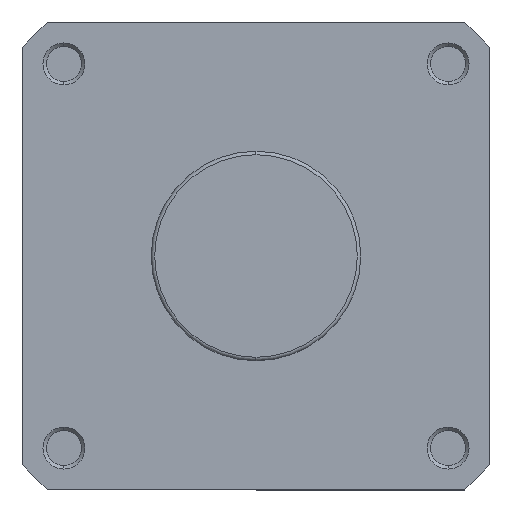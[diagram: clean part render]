
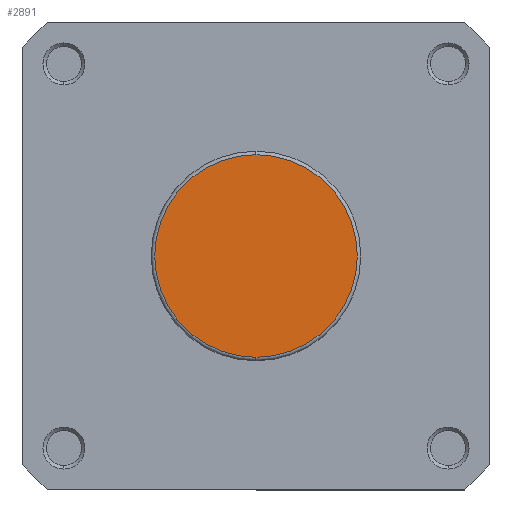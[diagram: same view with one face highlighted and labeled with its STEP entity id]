
A CAD part, left-side view. The second image highlights one B-rep face of the part: STEP entity #2891.
In plain terms, the highlighted planar face has unit normal (-1, 0, 0).
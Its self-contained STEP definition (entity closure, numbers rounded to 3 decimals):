
#4 = ORIENTED_EDGE ( 'NONE', *, *, #1935, .T. ) ;
#20 = ORIENTED_EDGE ( 'NONE', *, *, #1893, .T. ) ;
#1048 = CIRCLE ( 'NONE', #2118, 29. ) ;
#1108 = CIRCLE ( 'NONE', #2135, 29. ) ;
#1431 = FACE_OUTER_BOUND ( 'NONE', #2737, .T. ) ;
#1893 = EDGE_CURVE ( 'NONE', #3073, #3022, #1048, .T. ) ;
#1935 = EDGE_CURVE ( 'NONE', #3022, #3073, #1108, .T. ) ;
#2118 = AXIS2_PLACEMENT_3D ( 'NONE', #4031, #4034, #4035 ) ;
#2135 = AXIS2_PLACEMENT_3D ( 'NONE', #4137, #4148, #4149 ) ;
#2307 = AXIS2_PLACEMENT_3D ( 'NONE', #4865, #4867, #4868 ) ;
#2737 = EDGE_LOOP ( 'NONE', ( #4, #20 ) ) ;
#2891 = ADVANCED_FACE ( 'NONE', ( #1431 ), #4866, .F. ) ;
#3022 = VERTEX_POINT ( 'NONE', #5142 ) ;
#3073 = VERTEX_POINT ( 'NONE', #5192 ) ;
#4031 = CARTESIAN_POINT ( 'NONE',  ( 0., 0., 0. ) ) ;
#4034 = DIRECTION ( 'NONE',  ( -1., 0., 0. ) ) ;
#4035 = DIRECTION ( 'NONE',  ( 0., 0., -1. ) ) ;
#4137 = CARTESIAN_POINT ( 'NONE',  ( 0., 0., 0. ) ) ;
#4148 = DIRECTION ( 'NONE',  ( -1., 0., 0. ) ) ;
#4149 = DIRECTION ( 'NONE',  ( 0., 0., -1. ) ) ;
#4865 = CARTESIAN_POINT ( 'NONE',  ( 0., 30., 0. ) ) ;
#4866 = PLANE ( 'NONE',  #2307 ) ;
#4867 = DIRECTION ( 'NONE',  ( 1., 0., 0. ) ) ;
#4868 = DIRECTION ( 'NONE',  ( 0., 0., -1. ) ) ;
#5142 = CARTESIAN_POINT ( 'NONE',  ( 0., 0., -29. ) ) ;
#5192 = CARTESIAN_POINT ( 'NONE',  ( 0., 0., 29. ) ) ;
